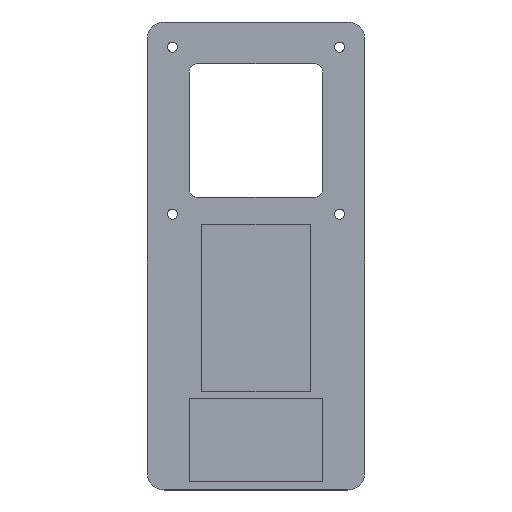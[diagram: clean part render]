
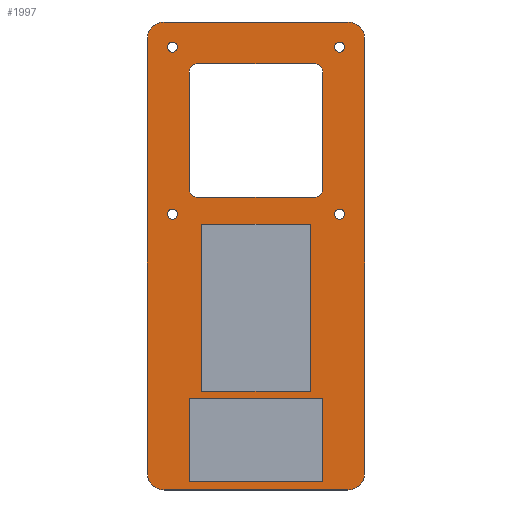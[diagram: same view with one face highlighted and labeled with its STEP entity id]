
A CAD part, top view. The second image highlights one B-rep face of the part: STEP entity #1997.
In plain terms, the highlighted planar face has unit normal (0, 0, 1).
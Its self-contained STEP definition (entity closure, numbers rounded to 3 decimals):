
#39=CIRCLE('',#2087,10.);
#40=CIRCLE('',#2089,10.);
#41=CIRCLE('',#2090,10.);
#42=CIRCLE('',#2091,10.);
#43=CIRCLE('',#2092,3.);
#44=CIRCLE('',#2093,3.);
#45=CIRCLE('',#2094,3.);
#46=CIRCLE('',#2095,3.);
#47=CIRCLE('',#2096,5.);
#48=CIRCLE('',#2097,5.);
#49=CIRCLE('',#2098,5.);
#50=CIRCLE('',#2099,5.);
#62=FACE_BOUND('',#326,.T.);
#63=FACE_BOUND('',#327,.T.);
#64=FACE_BOUND('',#328,.T.);
#65=FACE_BOUND('',#329,.T.);
#66=FACE_BOUND('',#330,.T.);
#67=FACE_BOUND('',#331,.T.);
#68=FACE_BOUND('',#332,.T.);
#111=PLANE('',#2088);
#207=FACE_OUTER_BOUND('',#325,.T.);
#325=EDGE_LOOP('',(#1755,#1756,#1757,#1758,#1759,#1760,#1761,#1762));
#326=EDGE_LOOP('',(#1763,#1764,#1765,#1766));
#327=EDGE_LOOP('',(#1767,#1768,#1769,#1770));
#328=EDGE_LOOP('',(#1771));
#329=EDGE_LOOP('',(#1772));
#330=EDGE_LOOP('',(#1773));
#331=EDGE_LOOP('',(#1774));
#332=EDGE_LOOP('',(#1775,#1776,#1777,#1778,#1779,#1780,#1781,#1782));
#482=LINE('',#3674,#663);
#486=LINE('',#3682,#667);
#489=LINE('',#3688,#670);
#492=LINE('',#3693,#673);
#496=LINE('',#3703,#677);
#499=LINE('',#3709,#680);
#502=LINE('',#3715,#683);
#505=LINE('',#3719,#686);
#508=LINE('',#3729,#689);
#509=LINE('',#3733,#690);
#510=LINE('',#3737,#691);
#511=LINE('',#3740,#692);
#512=LINE('',#3751,#693);
#513=LINE('',#3755,#694);
#514=LINE('',#3759,#695);
#515=LINE('',#3763,#696);
#663=VECTOR('',#2341,10.);
#667=VECTOR('',#2347,10.);
#670=VECTOR('',#2352,10.);
#673=VECTOR('',#2357,10.);
#677=VECTOR('',#2365,10.);
#680=VECTOR('',#2370,10.);
#683=VECTOR('',#2375,10.);
#686=VECTOR('',#2380,10.);
#689=VECTOR('',#2391,10.);
#690=VECTOR('',#2394,10.);
#691=VECTOR('',#2397,10.);
#692=VECTOR('',#2400,10.);
#693=VECTOR('',#2409,10.);
#694=VECTOR('',#2412,10.);
#695=VECTOR('',#2415,10.);
#696=VECTOR('',#2418,10.);
#959=VERTEX_POINT('',#3672);
#960=VERTEX_POINT('',#3673);
#963=VERTEX_POINT('',#3681);
#965=VERTEX_POINT('',#3687);
#969=VERTEX_POINT('',#3700);
#970=VERTEX_POINT('',#3702);
#972=VERTEX_POINT('',#3708);
#974=VERTEX_POINT('',#3714);
#975=VERTEX_POINT('',#3722);
#976=VERTEX_POINT('',#3723);
#977=VERTEX_POINT('',#3728);
#978=VERTEX_POINT('',#3730);
#979=VERTEX_POINT('',#3732);
#980=VERTEX_POINT('',#3734);
#981=VERTEX_POINT('',#3736);
#982=VERTEX_POINT('',#3738);
#983=VERTEX_POINT('',#3741);
#984=VERTEX_POINT('',#3743);
#985=VERTEX_POINT('',#3745);
#986=VERTEX_POINT('',#3747);
#987=VERTEX_POINT('',#3749);
#988=VERTEX_POINT('',#3750);
#989=VERTEX_POINT('',#3752);
#990=VERTEX_POINT('',#3754);
#991=VERTEX_POINT('',#3756);
#992=VERTEX_POINT('',#3758);
#993=VERTEX_POINT('',#3760);
#994=VERTEX_POINT('',#3762);
#1222=EDGE_CURVE('',#959,#960,#482,.T.);
#1226=EDGE_CURVE('',#963,#959,#486,.T.);
#1229=EDGE_CURVE('',#965,#963,#489,.T.);
#1232=EDGE_CURVE('',#960,#965,#492,.T.);
#1236=EDGE_CURVE('',#970,#969,#496,.T.);
#1239=EDGE_CURVE('',#972,#970,#499,.T.);
#1242=EDGE_CURVE('',#974,#972,#502,.T.);
#1245=EDGE_CURVE('',#969,#974,#505,.T.);
#1246=EDGE_CURVE('',#975,#976,#39,.T.);
#1249=EDGE_CURVE('',#975,#977,#508,.T.);
#1250=EDGE_CURVE('',#978,#977,#40,.T.);
#1251=EDGE_CURVE('',#978,#979,#509,.T.);
#1252=EDGE_CURVE('',#980,#979,#41,.T.);
#1253=EDGE_CURVE('',#980,#981,#510,.T.);
#1254=EDGE_CURVE('',#982,#981,#42,.T.);
#1255=EDGE_CURVE('',#982,#976,#511,.T.);
#1256=EDGE_CURVE('',#983,#983,#43,.T.);
#1257=EDGE_CURVE('',#984,#984,#44,.T.);
#1258=EDGE_CURVE('',#985,#985,#45,.T.);
#1259=EDGE_CURVE('',#986,#986,#46,.T.);
#1260=EDGE_CURVE('',#987,#988,#512,.T.);
#1261=EDGE_CURVE('',#989,#988,#47,.T.);
#1262=EDGE_CURVE('',#989,#990,#513,.T.);
#1263=EDGE_CURVE('',#991,#990,#48,.T.);
#1264=EDGE_CURVE('',#991,#992,#514,.T.);
#1265=EDGE_CURVE('',#993,#992,#49,.T.);
#1266=EDGE_CURVE('',#993,#994,#515,.T.);
#1267=EDGE_CURVE('',#987,#994,#50,.T.);
#1755=ORIENTED_EDGE('',*,*,#1246,.F.);
#1756=ORIENTED_EDGE('',*,*,#1249,.T.);
#1757=ORIENTED_EDGE('',*,*,#1250,.F.);
#1758=ORIENTED_EDGE('',*,*,#1251,.T.);
#1759=ORIENTED_EDGE('',*,*,#1252,.F.);
#1760=ORIENTED_EDGE('',*,*,#1253,.T.);
#1761=ORIENTED_EDGE('',*,*,#1254,.F.);
#1762=ORIENTED_EDGE('',*,*,#1255,.T.);
#1763=ORIENTED_EDGE('',*,*,#1222,.T.);
#1764=ORIENTED_EDGE('',*,*,#1232,.T.);
#1765=ORIENTED_EDGE('',*,*,#1229,.T.);
#1766=ORIENTED_EDGE('',*,*,#1226,.T.);
#1767=ORIENTED_EDGE('',*,*,#1236,.T.);
#1768=ORIENTED_EDGE('',*,*,#1245,.T.);
#1769=ORIENTED_EDGE('',*,*,#1242,.T.);
#1770=ORIENTED_EDGE('',*,*,#1239,.T.);
#1771=ORIENTED_EDGE('',*,*,#1256,.T.);
#1772=ORIENTED_EDGE('',*,*,#1257,.T.);
#1773=ORIENTED_EDGE('',*,*,#1258,.T.);
#1774=ORIENTED_EDGE('',*,*,#1259,.T.);
#1775=ORIENTED_EDGE('',*,*,#1260,.T.);
#1776=ORIENTED_EDGE('',*,*,#1261,.F.);
#1777=ORIENTED_EDGE('',*,*,#1262,.T.);
#1778=ORIENTED_EDGE('',*,*,#1263,.F.);
#1779=ORIENTED_EDGE('',*,*,#1264,.T.);
#1780=ORIENTED_EDGE('',*,*,#1265,.F.);
#1781=ORIENTED_EDGE('',*,*,#1266,.T.);
#1782=ORIENTED_EDGE('',*,*,#1267,.F.);
#1997=ADVANCED_FACE('',(#207,#62,#63,#64,#65,#66,#67,#68),#111,.T.);
#2087=AXIS2_PLACEMENT_3D('',#3724,#2385,#2386);
#2088=AXIS2_PLACEMENT_3D('',#3727,#2389,#2390);
#2089=AXIS2_PLACEMENT_3D('',#3731,#2392,#2393);
#2090=AXIS2_PLACEMENT_3D('',#3735,#2395,#2396);
#2091=AXIS2_PLACEMENT_3D('',#3739,#2398,#2399);
#2092=AXIS2_PLACEMENT_3D('',#3742,#2401,#2402);
#2093=AXIS2_PLACEMENT_3D('',#3744,#2403,#2404);
#2094=AXIS2_PLACEMENT_3D('',#3746,#2405,#2406);
#2095=AXIS2_PLACEMENT_3D('',#3748,#2407,#2408);
#2096=AXIS2_PLACEMENT_3D('',#3753,#2410,#2411);
#2097=AXIS2_PLACEMENT_3D('',#3757,#2413,#2414);
#2098=AXIS2_PLACEMENT_3D('',#3761,#2416,#2417);
#2099=AXIS2_PLACEMENT_3D('',#3764,#2419,#2420);
#2341=DIRECTION('',(0.,1.,0.));
#2347=DIRECTION('',(-1.,0.,0.));
#2352=DIRECTION('',(0.,-1.,0.));
#2357=DIRECTION('',(1.,0.,0.));
#2365=DIRECTION('',(0.,-1.,0.));
#2370=DIRECTION('',(1.,0.,0.));
#2375=DIRECTION('',(0.,1.,0.));
#2380=DIRECTION('',(-1.,0.,0.));
#2385=DIRECTION('center_axis',(0.,0.,-1.));
#2386=DIRECTION('ref_axis',(-0.707,-0.707,0.));
#2389=DIRECTION('center_axis',(0.,0.,1.));
#2390=DIRECTION('ref_axis',(1.,0.,0.));
#2391=DIRECTION('',(1.,0.,0.));
#2392=DIRECTION('center_axis',(0.,0.,-1.));
#2393=DIRECTION('ref_axis',(0.707,-0.707,0.));
#2394=DIRECTION('',(0.,1.,0.));
#2395=DIRECTION('center_axis',(0.,0.,-1.));
#2396=DIRECTION('ref_axis',(0.707,0.707,0.));
#2397=DIRECTION('',(-1.,0.,0.));
#2398=DIRECTION('center_axis',(0.,0.,-1.));
#2399=DIRECTION('ref_axis',(-0.707,0.707,0.));
#2400=DIRECTION('',(0.,-1.,0.));
#2401=DIRECTION('center_axis',(0.,0.,-1.));
#2402=DIRECTION('ref_axis',(1.,0.,0.));
#2403=DIRECTION('center_axis',(0.,0.,-1.));
#2404=DIRECTION('ref_axis',(1.,0.,0.));
#2405=DIRECTION('center_axis',(0.,0.,-1.));
#2406=DIRECTION('ref_axis',(1.,0.,0.));
#2407=DIRECTION('center_axis',(0.,0.,-1.));
#2408=DIRECTION('ref_axis',(1.,0.,0.));
#2409=DIRECTION('',(1.,0.,0.));
#2410=DIRECTION('center_axis',(0.,0.,1.));
#2411=DIRECTION('ref_axis',(0.707,0.707,0.));
#2412=DIRECTION('',(0.,-1.,0.));
#2413=DIRECTION('center_axis',(0.,0.,1.));
#2414=DIRECTION('ref_axis',(0.707,-0.707,0.));
#2415=DIRECTION('',(-1.,0.,0.));
#2416=DIRECTION('center_axis',(0.,0.,1.));
#2417=DIRECTION('ref_axis',(-0.707,-0.707,0.));
#2418=DIRECTION('',(0.,1.,0.));
#2419=DIRECTION('center_axis',(0.,0.,1.));
#2420=DIRECTION('ref_axis',(-0.707,0.707,0.));
#3672=CARTESIAN_POINT('',(-32.5,-156.,6.));
#3673=CARTESIAN_POINT('',(-32.5,-56.,6.));
#3674=CARTESIAN_POINT('',(-32.5,-115.5,6.));
#3681=CARTESIAN_POINT('',(32.5,-156.,6.));
#3682=CARTESIAN_POINT('',(16.25,-156.,6.));
#3687=CARTESIAN_POINT('',(32.5,-56.,6.));
#3688=CARTESIAN_POINT('',(32.5,-65.5,6.));
#3693=CARTESIAN_POINT('',(-16.25,-56.,6.));
#3700=CARTESIAN_POINT('',(40.,-210.,6.));
#3702=CARTESIAN_POINT('',(40.,-160.,6.));
#3703=CARTESIAN_POINT('',(40.,-117.5,6.));
#3708=CARTESIAN_POINT('',(-40.,-160.,6.));
#3709=CARTESIAN_POINT('',(-20.,-160.,6.));
#3714=CARTESIAN_POINT('',(-40.,-210.,6.));
#3715=CARTESIAN_POINT('',(-40.,-142.5,6.));
#3719=CARTESIAN_POINT('',(20.,-210.,6.));
#3722=CARTESIAN_POINT('',(-55.,-215.,6.));
#3723=CARTESIAN_POINT('',(-65.,-205.,6.));
#3724=CARTESIAN_POINT('Origin',(-55.,-205.,6.));
#3727=CARTESIAN_POINT('Origin',(0.,-75.,6.));
#3728=CARTESIAN_POINT('',(55.,-215.,6.));
#3729=CARTESIAN_POINT('',(65.,-215.,6.));
#3730=CARTESIAN_POINT('',(65.,-205.,6.));
#3731=CARTESIAN_POINT('Origin',(55.,-205.,6.));
#3732=CARTESIAN_POINT('',(65.,55.,6.));
#3733=CARTESIAN_POINT('',(65.,65.,6.));
#3734=CARTESIAN_POINT('',(55.,65.,6.));
#3735=CARTESIAN_POINT('Origin',(55.,55.,6.));
#3736=CARTESIAN_POINT('',(-55.,65.,6.));
#3737=CARTESIAN_POINT('',(-65.,65.,6.));
#3738=CARTESIAN_POINT('',(-65.,55.,6.));
#3739=CARTESIAN_POINT('Origin',(-55.,55.,6.));
#3740=CARTESIAN_POINT('',(-65.,-215.,6.));
#3741=CARTESIAN_POINT('',(-53.,50.,6.));
#3742=CARTESIAN_POINT('Origin',(-50.,50.,6.));
#3743=CARTESIAN_POINT('',(47.,50.,6.));
#3744=CARTESIAN_POINT('Origin',(50.,50.,6.));
#3745=CARTESIAN_POINT('',(47.,-50.,6.));
#3746=CARTESIAN_POINT('Origin',(50.,-50.,6.));
#3747=CARTESIAN_POINT('',(-53.,-50.,6.));
#3748=CARTESIAN_POINT('Origin',(-50.,-50.,6.));
#3749=CARTESIAN_POINT('',(-35.,40.,6.));
#3750=CARTESIAN_POINT('',(35.,40.,6.));
#3751=CARTESIAN_POINT('',(-40.,40.,6.));
#3752=CARTESIAN_POINT('',(40.,35.,6.));
#3753=CARTESIAN_POINT('Origin',(35.,35.,6.));
#3754=CARTESIAN_POINT('',(40.,-35.,6.));
#3755=CARTESIAN_POINT('',(40.,40.,6.));
#3756=CARTESIAN_POINT('',(35.,-40.,6.));
#3757=CARTESIAN_POINT('Origin',(35.,-35.,6.));
#3758=CARTESIAN_POINT('',(-35.,-40.,6.));
#3759=CARTESIAN_POINT('',(40.,-40.,6.));
#3760=CARTESIAN_POINT('',(-40.,-35.,6.));
#3761=CARTESIAN_POINT('Origin',(-35.,-35.,6.));
#3762=CARTESIAN_POINT('',(-40.,35.,6.));
#3763=CARTESIAN_POINT('',(-40.,-40.,6.));
#3764=CARTESIAN_POINT('Origin',(-35.,35.,6.));
